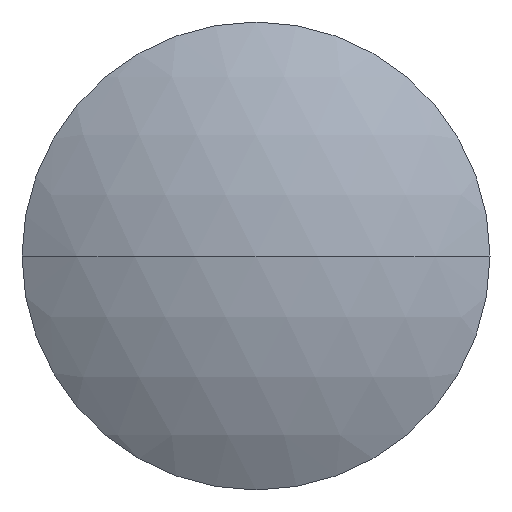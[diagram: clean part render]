
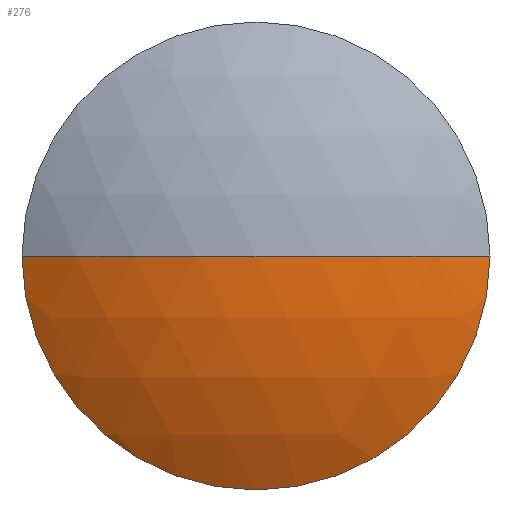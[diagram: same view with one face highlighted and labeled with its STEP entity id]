
A CAD part, left-side view. The second image highlights one B-rep face of the part: STEP entity #276.
In plain terms, the highlighted spherical face has radius 48.589 mm.
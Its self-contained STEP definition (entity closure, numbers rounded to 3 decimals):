
#7 = DIRECTION ( 'NONE',  ( 0., 1., 0. ) ) ;
#9 = CARTESIAN_POINT ( 'NONE',  ( 210.357, 95.701, 0. ) ) ;
#17 = CIRCLE ( 'NONE', #220, 25. ) ;
#21 = ORIENTED_EDGE ( 'NONE', *, *, #247, .T. ) ;
#26 = AXIS2_PLACEMENT_3D ( 'NONE', #302, #273, #7 ) ;
#32 = AXIS2_PLACEMENT_3D ( 'NONE', #119, #60, #303 ) ;
#33 = DIRECTION ( 'NONE',  ( -1., 0., 0. ) ) ;
#38 = ORIENTED_EDGE ( 'NONE', *, *, #304, .T. ) ;
#59 = DIRECTION ( 'NONE',  ( -1., 0., 0. ) ) ;
#60 = DIRECTION ( 'NONE',  ( 0., 0., -1. ) ) ;
#62 = DIRECTION ( 'NONE',  ( 0., 0., 1. ) ) ;
#63 = CIRCLE ( 'NONE', #223, 48.589 ) ;
#64 = DIRECTION ( 'NONE',  ( 0., 0., 1. ) ) ;
#83 = CARTESIAN_POINT ( 'NONE',  ( 161.768, 95.701, 0. ) ) ;
#89 = CIRCLE ( 'NONE', #294, 25. ) ;
#92 = CARTESIAN_POINT ( 'NONE',  ( 168.693, 95.701, -25. ) ) ;
#109 = VERTEX_POINT ( 'NONE', #83 ) ;
#113 = EDGE_LOOP ( 'NONE', ( #336, #21, #38, #249 ) ) ;
#116 = DIRECTION ( 'NONE',  ( 0., 0., 1. ) ) ;
#119 = CARTESIAN_POINT ( 'NONE',  ( 210.357, 95.701, 0. ) ) ;
#120 = CARTESIAN_POINT ( 'NONE',  ( 168.693, 95.701, 0. ) ) ;
#127 = CIRCLE ( 'NONE', #26, 48.589 ) ;
#194 = VERTEX_POINT ( 'NONE', #323 ) ;
#202 = CARTESIAN_POINT ( 'NONE',  ( 168.693, 95.701, 0. ) ) ;
#209 = VERTEX_POINT ( 'NONE', #218 ) ;
#218 = CARTESIAN_POINT ( 'NONE',  ( 168.693, 120.701, 0. ) ) ;
#220 = AXIS2_PLACEMENT_3D ( 'NONE', #120, #59, #116 ) ;
#223 = AXIS2_PLACEMENT_3D ( 'NONE', #9, #64, #272 ) ;
#237 = EDGE_CURVE ( 'NONE', #209, #246, #89, .T. ) ;
#246 = VERTEX_POINT ( 'NONE', #92 ) ;
#247 = EDGE_CURVE ( 'NONE', #246, #194, #17, .T. ) ;
#249 = ORIENTED_EDGE ( 'NONE', *, *, #320, .F. ) ;
#272 = DIRECTION ( 'NONE',  ( 1., 0., 0. ) ) ;
#273 = DIRECTION ( 'NONE',  ( 0., 0., -1. ) ) ;
#276 = ADVANCED_FACE ( 'NONE', ( #284 ), #306, .T. ) ;
#284 = FACE_OUTER_BOUND ( 'NONE', #113, .T. ) ;
#294 = AXIS2_PLACEMENT_3D ( 'NONE', #202, #33, #62 ) ;
#302 = CARTESIAN_POINT ( 'NONE',  ( 210.357, 95.701, 0. ) ) ;
#303 = DIRECTION ( 'NONE',  ( 0., 1., 0. ) ) ;
#304 = EDGE_CURVE ( 'NONE', #194, #109, #127, .T. ) ;
#306 = SPHERICAL_SURFACE ( 'NONE', #32, 48.589 ) ;
#320 = EDGE_CURVE ( 'NONE', #209, #109, #63, .T. ) ;
#323 = CARTESIAN_POINT ( 'NONE',  ( 168.693, 70.701, 0. ) ) ;
#336 = ORIENTED_EDGE ( 'NONE', *, *, #237, .T. ) ;
